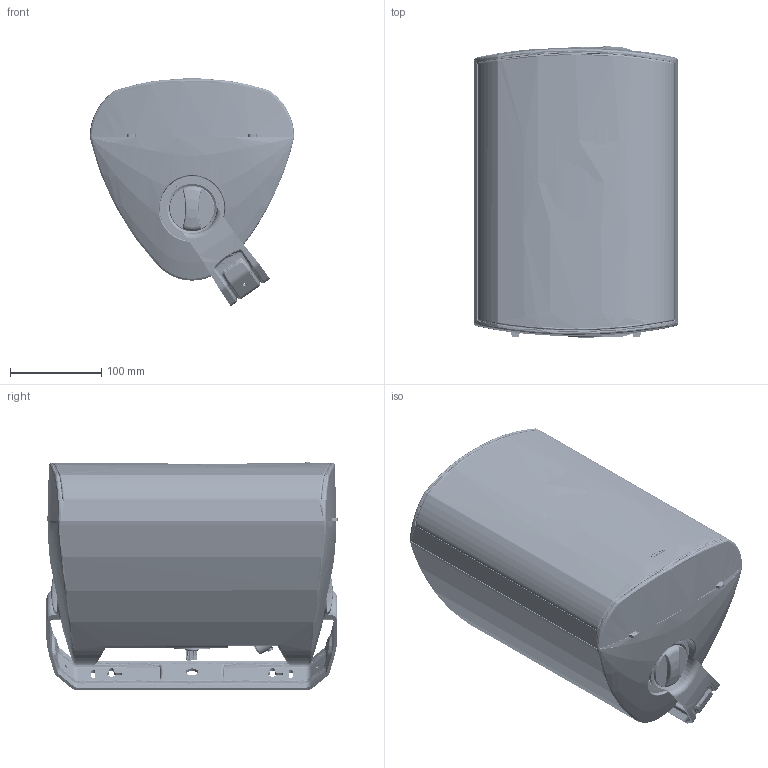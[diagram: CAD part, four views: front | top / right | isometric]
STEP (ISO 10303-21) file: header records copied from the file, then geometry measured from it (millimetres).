
FILE_DESCRIPTION (( 'STEP AP214' ), '1' );
FILE_NAME ('100_OD6T_cleaned.STEP', '2024-10-28T13:22:16', ( '' ), ( '' ), 'SwSTEP 2.0', 'SolidWorks 2022', '' );
FILE_SCHEMA (( 'AUTOMOTIVE_DESIGN' ));
Length unit declared in the file: millimetre
Products named in the file (1): 100_OD6T_cleaned
Bounding box: 224.01 x 318.95 x 250.21 mm (x, y, z)
Volume: 1813598.6 mm3; surface area: 878123.4 mm2
Topology: 53 solids, 54 shells, 6018 faces, 15785 edges, 9952 vertices
Faces by surface type: plane 2273, bspline 1673, cylinder 1467, cone 415, torus 182, sphere 8
Entity records: 374066 total; most frequent: CARTESIAN_POINT 177720, ORIENTED_EDGE 31518, DIRECTION 20481, EDGE_CURVE 15759, VERTEX_POINT 9952, AXIS2_PLACEMENT_3D 7386, B_SPLINE_CURVE_WITH_KNOTS 6458, EDGE_LOOP 6315
